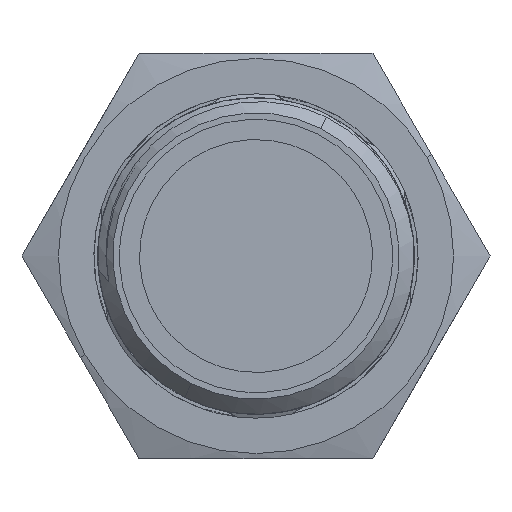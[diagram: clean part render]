
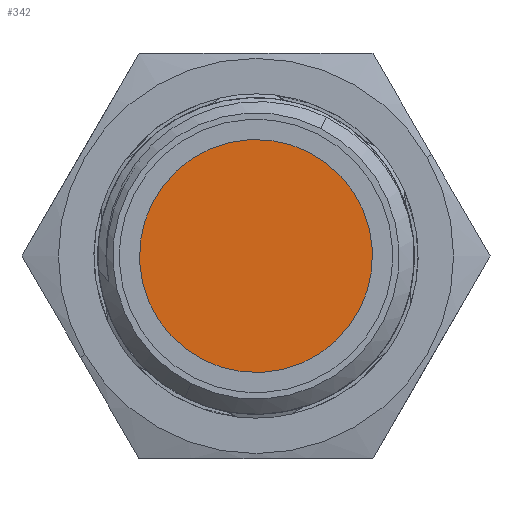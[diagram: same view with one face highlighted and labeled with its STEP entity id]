
A CAD part, front view. The second image highlights one B-rep face of the part: STEP entity #342.
In plain terms, the highlighted planar face has unit normal (0, -1, 0).
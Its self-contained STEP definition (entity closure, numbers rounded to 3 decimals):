
#233 = CIRCLE ( 'NONE', #604, 2.3 ) ;
#342 = ADVANCED_FACE ( 'NONE', ( #729 ), #3351, .T. ) ;
#604 = AXIS2_PLACEMENT_3D ( 'NONE', #1084, #5645, #4291 ) ;
#627 = ORIENTED_EDGE ( 'NONE', *, *, #5104, .T. ) ;
#729 = FACE_OUTER_BOUND ( 'NONE', #3599, .T. ) ;
#885 = CIRCLE ( 'NONE', #4139, 2.3 ) ;
#1084 = CARTESIAN_POINT ( 'NONE',  ( 0., -11.25, -4. ) ) ;
#1243 = CARTESIAN_POINT ( 'NONE',  ( 1.039, -11.25, -1.948 ) ) ;
#1279 = ORIENTED_EDGE ( 'NONE', *, *, #4808, .T. ) ;
#1320 = DIRECTION ( 'NONE',  ( 0., -1., 0. ) ) ;
#3082 = DIRECTION ( 'NONE',  ( 0., -1., 0. ) ) ;
#3351 = PLANE ( 'NONE',  #5529 ) ;
#3454 = CARTESIAN_POINT ( 'NONE',  ( 0., -11.25, -4. ) ) ;
#3599 = EDGE_LOOP ( 'NONE', ( #627, #1279 ) ) ;
#3739 = VERTEX_POINT ( 'NONE', #1243 ) ;
#3945 = DIRECTION ( 'NONE',  ( 0.452, 0., 0.892 ) ) ;
#4139 = AXIS2_PLACEMENT_3D ( 'NONE', #3454, #1320, #3945 ) ;
#4291 = DIRECTION ( 'NONE',  ( 0.452, 0., 0.892 ) ) ;
#4660 = VERTEX_POINT ( 'NONE', #5526 ) ;
#4669 = CARTESIAN_POINT ( 'NONE',  ( 0., -11.25, -4. ) ) ;
#4808 = EDGE_CURVE ( 'NONE', #4660, #3739, #885, .T. ) ;
#5104 = EDGE_CURVE ( 'NONE', #3739, #4660, #233, .T. ) ;
#5526 = CARTESIAN_POINT ( 'NONE',  ( -1.039, -11.25, -6.052 ) ) ;
#5529 = AXIS2_PLACEMENT_3D ( 'NONE', #4669, #3082, #5605 ) ;
#5605 = DIRECTION ( 'NONE',  ( 0.452, 0., 0.892 ) ) ;
#5645 = DIRECTION ( 'NONE',  ( 0., -1., 0. ) ) ;
